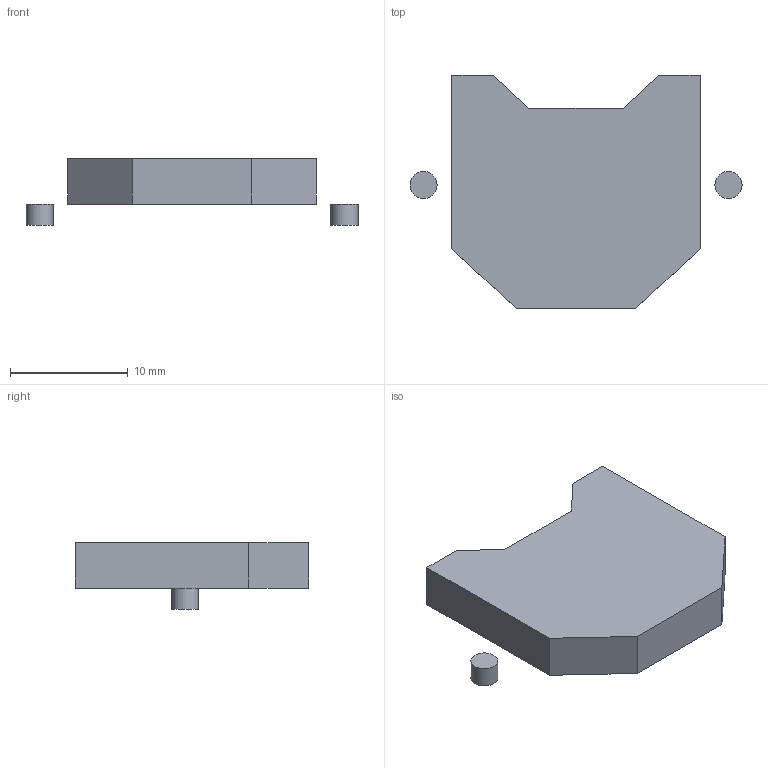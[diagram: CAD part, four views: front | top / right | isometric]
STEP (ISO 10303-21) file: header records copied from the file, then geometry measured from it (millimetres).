
FILE_DESCRIPTION(('FreeCAD Model'),'2;1');
FILE_NAME('329022.1.2.stp','2020-04-08T10:25:27',( 'Author'),(''),'Open CASCADE STEP processor 6.9','FreeCAD','Unknown' );
FILE_SCHEMA(('AUTOMOTIVE_DESIGN { 1 0 10303 214 1 1 1 1 }'));
Length unit declared in the file: millimetre
Products named in the file (3): ASSEMBLY; Body; Lugs
Assembly tree (3 placements, depth 2):
  ASSEMBLY
    Body
    Lugs  x2
Bounding box: 28.2 x 19.8 x 5.65 mm (x, y, z)
Volume: 1412.8 mm3; surface area: 1103.3 mm2
Topology: 5 solids, 5 shells, 24 faces, 42 edges, 28 vertices
Faces by surface type: plane 20, cylinder 4
Full cylindrical faces by diameter (mm): 2.3 x4
Entity records: 1012 total; most frequent: DIRECTION 156, CARTESIAN_POINT 154, LINE 100, VECTOR 100, ORIENTED_EDGE 72, PCURVE 72, DEFINITIONAL_REPRESENTATION 72, EDGE_CURVE 36
